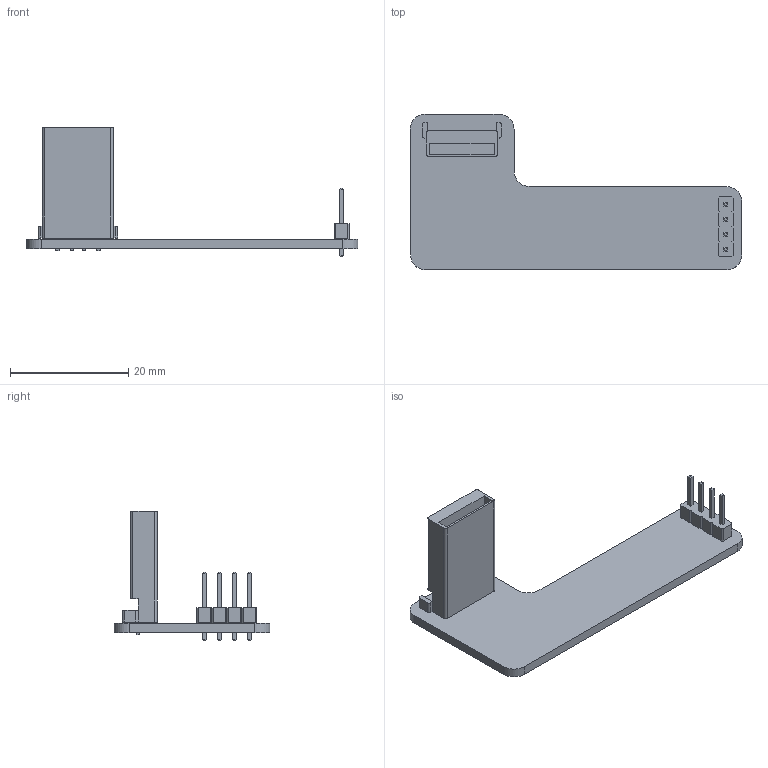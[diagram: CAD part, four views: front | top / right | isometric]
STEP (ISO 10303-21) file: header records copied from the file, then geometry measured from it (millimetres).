
FILE_DESCRIPTION(('KiCad electronic assembly'),'2;1');
FILE_NAME('SJ-202-USB-Jumper.step','2020-09-27T12:55:46',('An Author'),( 'A Company'),'Open CASCADE STEP processor 6.9', 'KiCad to STEP converter','Unknown');
FILE_SCHEMA(('AUTOMOTIVE_DESIGN { 1 0 10303 214 1 1 1 1 }'));
Length unit declared in the file: millimetre
Products named in the file (6): Open CASCADE STEP translator 6.9 1; PinHeader_1x04_P2.54mm_Vertical; SOLID; USB-A-U-G-04WS-W-03; COMPOUND
Assembly tree (5 placements, depth 3):
  Open CASCADE STEP translator 6.9 1
    PinHeader_1x04_P2.54mm_Vertical
      SOLID
    USB-A-U-G-04WS-W-03
      SOLID
    COMPOUND
Bounding box: 56.17 x 26.33 x 21.88 mm (x, y, z)
Volume: 2444 mm3; surface area: 3475 mm2
Topology: 3 solids, 3 shells, 177 faces, 444 edges, 282 vertices
Faces by surface type: plane 155, cylinder 22
Full cylindrical faces by diameter (mm): 0.9 x4, 1 x4
Entity records: 11817 total; most frequent: CARTESIAN_POINT 1833, DIRECTION 1736, LINE 1244, VECTOR 1244, ORIENTED_EDGE 888, PCURVE 888, DEFINITIONAL_REPRESENTATION 888, EDGE_CURVE 444
